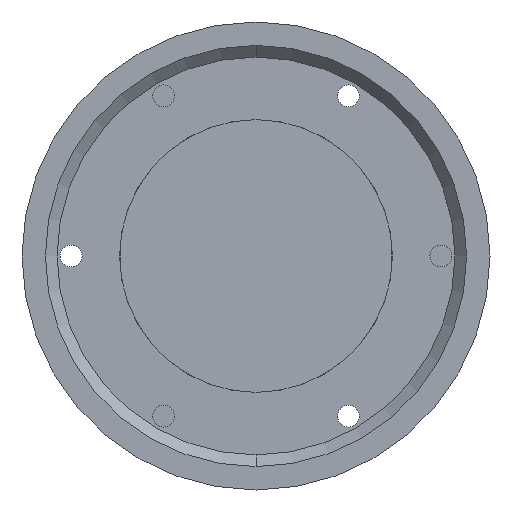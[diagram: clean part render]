
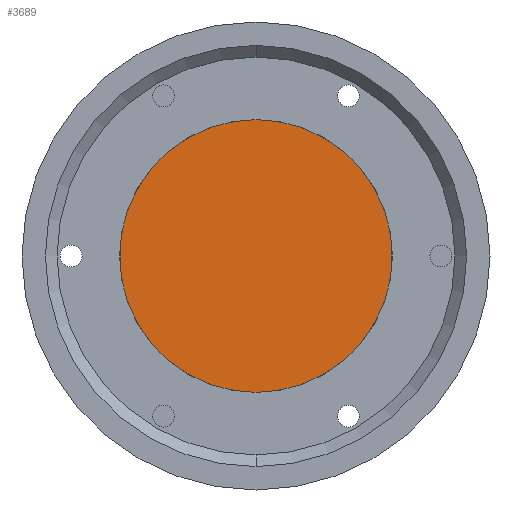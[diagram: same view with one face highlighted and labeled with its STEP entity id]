
A CAD part, front view. The second image highlights one B-rep face of the part: STEP entity #3689.
In plain terms, the highlighted planar face has unit normal (0, -1, 0).
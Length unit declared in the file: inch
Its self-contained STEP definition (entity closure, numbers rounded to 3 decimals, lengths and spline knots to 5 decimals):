
#1678 = AXIS2_PLACEMENT_3D ( 'NONE', #4490, #4930, #4760 ) ;
#2332 = VERTEX_POINT ( 'NONE', #2483 ) ;
#2409 = VERTEX_POINT ( 'NONE', #2560 ) ;
#2483 = CARTESIAN_POINT ( 'NONE',  ( 0., 0.38, -0.3125 ) ) ;
#2560 = CARTESIAN_POINT ( 'NONE',  ( 0., 0.38, 0.3125 ) ) ;
#3689 = ADVANCED_FACE ( 'NONE', ( #3979 ), #4507, .F. ) ;
#3979 = FACE_OUTER_BOUND ( 'NONE', #5772, .T. ) ;
#4102 = DIRECTION ( 'NONE',  ( 0., 0., 1. ) ) ;
#4103 = DIRECTION ( 'NONE',  ( 0., 1., 0. ) ) ;
#4118 = CARTESIAN_POINT ( 'NONE',  ( 0., 0.38, 0. ) ) ;
#4119 = DIRECTION ( 'NONE',  ( 0., 0., 1. ) ) ;
#4120 = DIRECTION ( 'NONE',  ( 0., 1., 0. ) ) ;
#4121 = CARTESIAN_POINT ( 'NONE',  ( 0., 0.38, 0. ) ) ;
#4268 = CIRCLE ( 'NONE', #5140, 0.3125 ) ;
#4275 = CIRCLE ( 'NONE', #5136, 0.3125 ) ;
#4490 = CARTESIAN_POINT ( 'NONE',  ( 0., 0.38, 0. ) ) ;
#4507 = PLANE ( 'NONE',  #1678 ) ;
#4760 = DIRECTION ( 'NONE',  ( 0., 0., 1. ) ) ;
#4930 = DIRECTION ( 'NONE',  ( 0., 1., 0. ) ) ;
#5136 = AXIS2_PLACEMENT_3D ( 'NONE', #4118, #4103, #4102 ) ;
#5140 = AXIS2_PLACEMENT_3D ( 'NONE', #4121, #4120, #4119 ) ;
#5772 = EDGE_LOOP ( 'NONE', ( #5998, #5999 ) ) ;
#5998 = ORIENTED_EDGE ( 'NONE', *, *, #6461, .F. ) ;
#5999 = ORIENTED_EDGE ( 'NONE', *, *, #6456, .F. ) ;
#6456 = EDGE_CURVE ( 'NONE', #2409, #2332, #4268, .T. ) ;
#6461 = EDGE_CURVE ( 'NONE', #2332, #2409, #4275, .T. ) ;
